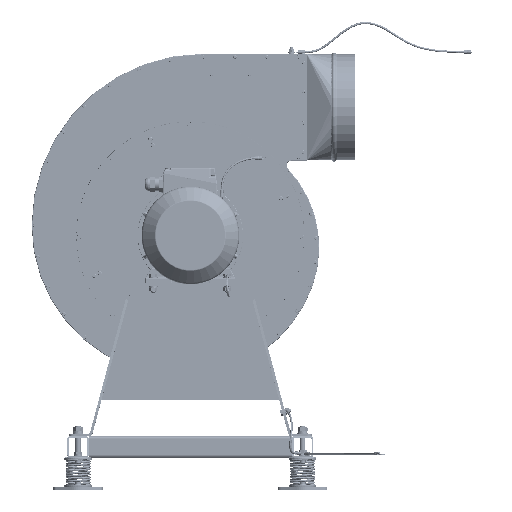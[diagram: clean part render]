
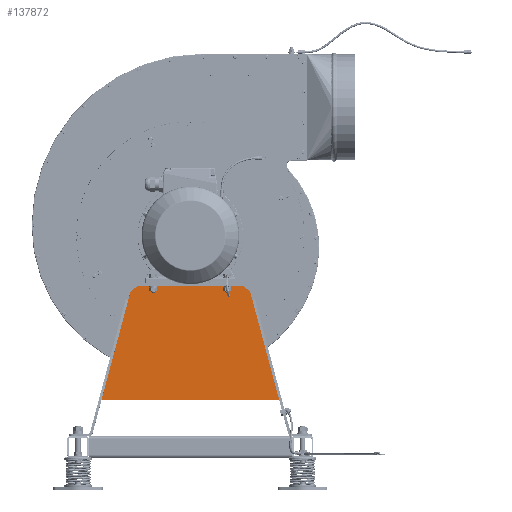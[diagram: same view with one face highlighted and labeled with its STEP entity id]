
A CAD part, top view. The second image highlights one B-rep face of the part: STEP entity #137872.
In plain terms, the highlighted planar face has unit normal (0, 0, 1).
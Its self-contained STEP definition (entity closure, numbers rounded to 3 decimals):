
#4701=PLANE('',#149119);
#14508=FACE_OUTER_BOUND('',#22712,.T.);
#22712=EDGE_LOOP('',(#101819,#101820,#101821,#101822,#101823,#101824,#101825,
#101826,#101827,#101828,#101829,#101830));
#32069=LINE('',#224235,#41925);
#32070=LINE('',#224237,#41926);
#32080=LINE('',#224264,#41936);
#32082=LINE('',#224270,#41938);
#32086=LINE('',#224279,#41942);
#32089=LINE('',#224285,#41945);
#32098=LINE('',#224300,#41954);
#32100=LINE('',#224303,#41956);
#32101=LINE('',#224305,#41957);
#32102=LINE('',#224308,#41958);
#32104=LINE('',#224311,#41960);
#32105=LINE('',#224312,#41961);
#41925=VECTOR('',#172104,10.);
#41926=VECTOR('',#172105,10.);
#41936=VECTOR('',#172143,10.);
#41938=VECTOR('',#172147,10.);
#41942=VECTOR('',#172153,10.);
#41945=VECTOR('',#172158,10.);
#41954=VECTOR('',#172171,10.);
#41956=VECTOR('',#172175,10.);
#41957=VECTOR('',#172178,10.);
#41958=VECTOR('',#172181,10.);
#41960=VECTOR('',#172185,10.);
#41961=VECTOR('',#172186,10.);
#58861=VERTEX_POINT('',#224085);
#58871=VERTEX_POINT('',#224113);
#58875=VERTEX_POINT('',#224126);
#58900=VERTEX_POINT('',#224236);
#58903=VERTEX_POINT('',#224262);
#58905=VERTEX_POINT('',#224267);
#58906=VERTEX_POINT('',#224269);
#58909=VERTEX_POINT('',#224276);
#58910=VERTEX_POINT('',#224278);
#58912=VERTEX_POINT('',#224284);
#58916=VERTEX_POINT('',#224299);
#58917=VERTEX_POINT('',#224307);
#74514=EDGE_CURVE('',#58861,#58875,#32069,.T.);
#74515=EDGE_CURVE('',#58871,#58900,#32070,.T.);
#74529=EDGE_CURVE('',#58903,#58861,#32080,.T.);
#74531=EDGE_CURVE('',#58905,#58906,#32082,.T.);
#74535=EDGE_CURVE('',#58909,#58910,#32086,.T.);
#74538=EDGE_CURVE('',#58906,#58912,#32089,.T.);
#74547=EDGE_CURVE('',#58916,#58903,#32098,.T.);
#74549=EDGE_CURVE('',#58875,#58871,#32100,.T.);
#74550=EDGE_CURVE('',#58912,#58916,#32101,.T.);
#74551=EDGE_CURVE('',#58900,#58917,#32102,.T.);
#74553=EDGE_CURVE('',#58910,#58905,#32104,.T.);
#74554=EDGE_CURVE('',#58917,#58909,#32105,.T.);
#101819=ORIENTED_EDGE('',*,*,#74538,.F.);
#101820=ORIENTED_EDGE('',*,*,#74531,.F.);
#101821=ORIENTED_EDGE('',*,*,#74553,.F.);
#101822=ORIENTED_EDGE('',*,*,#74535,.F.);
#101823=ORIENTED_EDGE('',*,*,#74554,.F.);
#101824=ORIENTED_EDGE('',*,*,#74551,.F.);
#101825=ORIENTED_EDGE('',*,*,#74515,.F.);
#101826=ORIENTED_EDGE('',*,*,#74549,.F.);
#101827=ORIENTED_EDGE('',*,*,#74514,.F.);
#101828=ORIENTED_EDGE('',*,*,#74529,.F.);
#101829=ORIENTED_EDGE('',*,*,#74547,.F.);
#101830=ORIENTED_EDGE('',*,*,#74550,.F.);
#137872=ADVANCED_FACE('',(#14508),#4701,.T.);
#149119=AXIS2_PLACEMENT_3D('',#224310,#172183,#172184);
#172104=DIRECTION('',(0.259,-0.966,0.));
#172105=DIRECTION('',(0.259,-0.966,0.));
#172143=DIRECTION('',(0.259,-0.966,0.));
#172147=DIRECTION('',(0.259,0.966,0.));
#172153=DIRECTION('',(0.259,0.966,0.));
#172158=DIRECTION('',(0.793,0.609,0.));
#172171=DIRECTION('',(0.793,-0.609,0.));
#172175=DIRECTION('',(0.259,-0.966,0.));
#172178=DIRECTION('',(1.,0.,0.));
#172181=DIRECTION('',(-1.,0.,0.));
#172183=DIRECTION('center_axis',(0.,0.,
1.));
#172184=DIRECTION('ref_axis',(1.,0.,0.));
#172185=DIRECTION('',(0.259,0.966,0.));
#172186=DIRECTION('',(0.259,0.966,0.));
#224085=CARTESIAN_POINT('',(116.678,-119.552,132.089));
#224113=CARTESIAN_POINT('',(163.778,-295.333,132.089));
#224126=CARTESIAN_POINT('',(159.896,-280.844,132.089));
#224235=CARTESIAN_POINT('',(110.436,-96.256,132.089));
#224236=CARTESIAN_POINT('',(168.045,-311.256,132.089));
#224237=CARTESIAN_POINT('',(110.436,-96.256,132.089));
#224262=CARTESIAN_POINT('',(113.024,-105.916,132.089));
#224264=CARTESIAN_POINT('',(110.436,-96.256,132.089));
#224267=CARTESIAN_POINT('',(-116.806,-119.552,132.089));
#224269=CARTESIAN_POINT('',(-113.153,-105.916,132.089));
#224270=CARTESIAN_POINT('',(-168.173,-311.256,132.089));
#224276=CARTESIAN_POINT('',(-163.907,-295.333,132.089));
#224278=CARTESIAN_POINT('',(-160.024,-280.844,132.089));
#224279=CARTESIAN_POINT('',(-168.173,-311.256,132.089));
#224284=CARTESIAN_POINT('',(-100.564,-96.256,132.089));
#224285=CARTESIAN_POINT('',(-101.027,-96.611,132.089));
#224299=CARTESIAN_POINT('',(100.436,-96.256,132.089));
#224300=CARTESIAN_POINT('',(100.898,-96.611,132.089));
#224303=CARTESIAN_POINT('',(110.436,-96.256,132.089));
#224305=CARTESIAN_POINT('',(-110.564,-96.256,132.089));
#224307=CARTESIAN_POINT('',(-168.173,-311.256,132.089));
#224308=CARTESIAN_POINT('',(168.045,-311.256,132.089));
#224310=CARTESIAN_POINT('Origin',(-0.064,-216.113,
132.089));
#224311=CARTESIAN_POINT('',(-135.98,-191.11,132.089));
#224312=CARTESIAN_POINT('',(-135.98,-191.11,132.089));
